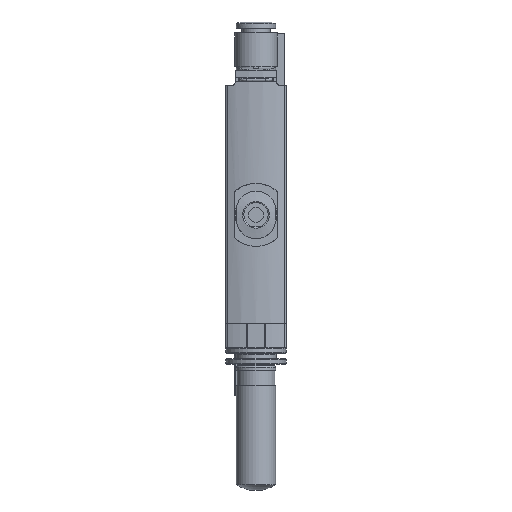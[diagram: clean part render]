
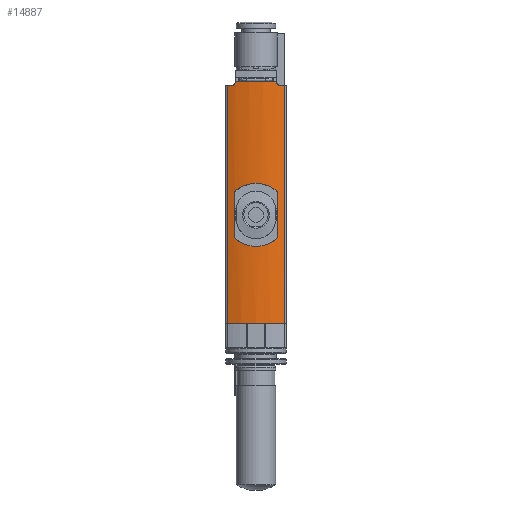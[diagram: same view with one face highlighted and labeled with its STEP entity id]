
A CAD part, front view. The second image highlights one B-rep face of the part: STEP entity #14887.
In plain terms, the highlighted cylindrical face has radius 21 mm (diameter 42 mm), a partial arc.
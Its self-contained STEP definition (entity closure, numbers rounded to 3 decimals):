
#180=B_SPLINE_CURVE_WITH_KNOTS('',3,(#20677,#20678,#20679,#20680,#20681,
#20682,#20683),.UNSPECIFIED.,.F.,.F.,(4,1,1,1,4),(0.,0.003,
0.006,0.008,0.011),
 .UNSPECIFIED.);
#181=B_SPLINE_CURVE_WITH_KNOTS('',3,(#20686,#20687,#20688,#20689),
 .UNSPECIFIED.,.F.,.F.,(4,4),(0.,0.),
 .UNSPECIFIED.);
#182=B_SPLINE_CURVE_WITH_KNOTS('',3,(#20693,#20694,#20695,#20696),
 .UNSPECIFIED.,.F.,.F.,(4,4),(0.,0.),.UNSPECIFIED.);
#183=B_SPLINE_CURVE_WITH_KNOTS('',3,(#20698,#20699,#20700,#20701,#20702,
#20703,#20704),.UNSPECIFIED.,.F.,.F.,(4,1,1,1,4),(0.,0.003,
0.006,0.008,0.011),
 .UNSPECIFIED.);
#184=B_SPLINE_CURVE_WITH_KNOTS('',3,(#20706,#20707,#20708,#20709),
 .UNSPECIFIED.,.F.,.F.,(4,4),(0.,0.),.UNSPECIFIED.);
#185=B_SPLINE_CURVE_WITH_KNOTS('',3,(#20713,#20714,#20715,#20716),
 .UNSPECIFIED.,.F.,.F.,(4,4),(0.,0.),.UNSPECIFIED.);
#186=B_SPLINE_CURVE_WITH_KNOTS('',3,(#20720,#20721,#20722,#20723,#20724),
 .UNSPECIFIED.,.F.,.F.,(4,1,4),(0.,0.001,
0.002),.UNSPECIFIED.);
#187=B_SPLINE_CURVE_WITH_KNOTS('',3,(#20736,#20737,#20738,#20739,#20740),
 .UNSPECIFIED.,.F.,.F.,(4,1,4),(0.,0.001,0.002),
 .UNSPECIFIED.);
#231=CYLINDRICAL_SURFACE('',#15652,21.);
#648=LINE('',#20691,#1582);
#649=LINE('',#20711,#1583);
#650=LINE('',#20728,#1584);
#651=LINE('',#20732,#1585);
#1582=VECTOR('',#17150,1000.);
#1583=VECTOR('',#17151,1000.);
#1584=VECTOR('',#17156,1000.);
#1585=VECTOR('',#17159,1000.);
#2571=ORIENTED_EDGE('',*,*,#5575,.T.);
#2572=ORIENTED_EDGE('',*,*,#5576,.T.);
#2573=ORIENTED_EDGE('',*,*,#5577,.T.);
#2574=ORIENTED_EDGE('',*,*,#5578,.T.);
#2575=ORIENTED_EDGE('',*,*,#5579,.T.);
#2576=ORIENTED_EDGE('',*,*,#5580,.T.);
#2577=ORIENTED_EDGE('',*,*,#5581,.T.);
#2578=ORIENTED_EDGE('',*,*,#5582,.T.);
#2579=ORIENTED_EDGE('',*,*,#5583,.F.);
#2580=ORIENTED_EDGE('',*,*,#5584,.F.);
#2581=ORIENTED_EDGE('',*,*,#5585,.F.);
#2582=ORIENTED_EDGE('',*,*,#5586,.T.);
#2583=ORIENTED_EDGE('',*,*,#5587,.T.);
#2584=ORIENTED_EDGE('',*,*,#5588,.F.);
#2585=ORIENTED_EDGE('',*,*,#5589,.F.);
#2586=ORIENTED_EDGE('',*,*,#5590,.F.);
#5575=EDGE_CURVE('',#7071,#7072,#180,.T.);
#5576=EDGE_CURVE('',#7072,#7073,#181,.T.);
#5577=EDGE_CURVE('',#7073,#7074,#648,.F.);
#5578=EDGE_CURVE('',#7074,#7075,#182,.T.);
#5579=EDGE_CURVE('',#7075,#7076,#183,.T.);
#5580=EDGE_CURVE('',#7076,#7077,#184,.T.);
#5581=EDGE_CURVE('',#7077,#7078,#649,.T.);
#5582=EDGE_CURVE('',#7078,#7071,#185,.T.);
#5583=EDGE_CURVE('',#7079,#7080,#7968,.T.);
#5584=EDGE_CURVE('',#7081,#7079,#186,.T.);
#5585=EDGE_CURVE('',#7082,#7081,#7969,.T.);
#5586=EDGE_CURVE('',#7082,#7083,#650,.T.);
#5587=EDGE_CURVE('',#7083,#7084,#7970,.T.);
#5588=EDGE_CURVE('',#7085,#7084,#651,.T.);
#5589=EDGE_CURVE('',#7086,#7085,#7971,.T.);
#5590=EDGE_CURVE('',#7080,#7086,#187,.T.);
#7071=VERTEX_POINT('',#20684);
#7072=VERTEX_POINT('',#20685);
#7073=VERTEX_POINT('',#20690);
#7074=VERTEX_POINT('',#20692);
#7075=VERTEX_POINT('',#20697);
#7076=VERTEX_POINT('',#20705);
#7077=VERTEX_POINT('',#20710);
#7078=VERTEX_POINT('',#20712);
#7079=VERTEX_POINT('',#20718);
#7080=VERTEX_POINT('',#20719);
#7081=VERTEX_POINT('',#20725);
#7082=VERTEX_POINT('',#20727);
#7083=VERTEX_POINT('',#20729);
#7084=VERTEX_POINT('',#20731);
#7085=VERTEX_POINT('',#20733);
#7086=VERTEX_POINT('',#20735);
#7968=CIRCLE('',#15653,21.);
#7969=CIRCLE('',#15654,21.);
#7970=CIRCLE('',#15655,21.);
#7971=CIRCLE('',#15656,21.);
#8490=EDGE_LOOP('',(#2571,#2572,#2573,#2574,#2575,#2576,#2577,#2578));
#8491=EDGE_LOOP('',(#2579,#2580,#2581,#2582,#2583,#2584,#2585,#2586));
#9448=FACE_BOUND('',#8490,.T.);
#9449=FACE_BOUND('',#8491,.T.);
#14887=ADVANCED_FACE('',(#9448,#9449),#231,.T.);
#15652=AXIS2_PLACEMENT_3D('',#20676,#17148,#17149);
#15653=AXIS2_PLACEMENT_3D('',#20717,#17152,#17153);
#15654=AXIS2_PLACEMENT_3D('',#20726,#17154,#17155);
#15655=AXIS2_PLACEMENT_3D('',#20730,#17157,#17158);
#15656=AXIS2_PLACEMENT_3D('',#20734,#17160,#17161);
#17148=DIRECTION('',(0.,0.,-1.));
#17149=DIRECTION('',(-1.,0.,0.));
#17150=DIRECTION('',(0.,0.,-1.));
#17151=DIRECTION('',(0.,0.,-1.));
#17152=DIRECTION('',(0.,0.,1.));
#17153=DIRECTION('',(1.,0.,0.));
#17154=DIRECTION('',(0.,0.,1.));
#17155=DIRECTION('',(1.,0.,0.));
#17156=DIRECTION('',(0.,0.,-1.));
#17157=DIRECTION('',(0.,0.,1.));
#17158=DIRECTION('',(1.,0.,0.));
#17159=DIRECTION('',(0.,0.,-1.));
#17160=DIRECTION('',(0.,0.,1.));
#17161=DIRECTION('',(1.,0.,0.));
#20676=CARTESIAN_POINT('',(0.,25.915,35.8));
#20677=CARTESIAN_POINT('',(5.075,5.538,-5.923));
#20678=CARTESIAN_POINT('',(4.377,5.364,-6.521));
#20679=CARTESIAN_POINT('',(2.786,5.044,-7.46));
#20680=CARTESIAN_POINT('',(0.004,4.851,-7.969));
#20681=CARTESIAN_POINT('',(-2.779,5.043,-7.464));
#20682=CARTESIAN_POINT('',(-4.377,5.364,-6.521));
#20683=CARTESIAN_POINT('',(-5.075,5.538,-5.923));
#20684=CARTESIAN_POINT('',(5.075,5.538,-5.923));
#20685=CARTESIAN_POINT('',(-5.075,5.538,-5.923));
#20686=CARTESIAN_POINT('',(-5.075,5.538,-5.923));
#20687=CARTESIAN_POINT('',(-5.184,5.565,-5.83));
#20688=CARTESIAN_POINT('',(-5.25,5.582,-5.689));
#20689=CARTESIAN_POINT('',(-5.25,5.582,-5.543));
#20690=CARTESIAN_POINT('',(-5.25,5.582,-5.543));
#20691=CARTESIAN_POINT('',(-5.25,5.582,35.8));
#20692=CARTESIAN_POINT('',(-5.25,5.582,5.543));
#20693=CARTESIAN_POINT('',(-5.25,5.582,5.543));
#20694=CARTESIAN_POINT('',(-5.25,5.582,5.689));
#20695=CARTESIAN_POINT('',(-5.184,5.565,5.83));
#20696=CARTESIAN_POINT('',(-5.075,5.538,5.923));
#20697=CARTESIAN_POINT('',(-5.075,5.538,5.923));
#20698=CARTESIAN_POINT('',(-5.075,5.538,5.923));
#20699=CARTESIAN_POINT('',(-4.377,5.364,6.521));
#20700=CARTESIAN_POINT('',(-2.786,5.044,7.46));
#20701=CARTESIAN_POINT('',(-0.004,4.851,7.969));
#20702=CARTESIAN_POINT('',(2.779,5.043,7.464));
#20703=CARTESIAN_POINT('',(4.377,5.364,6.521));
#20704=CARTESIAN_POINT('',(5.075,5.538,5.923));
#20705=CARTESIAN_POINT('',(5.075,5.538,5.923));
#20706=CARTESIAN_POINT('',(5.075,5.538,5.923));
#20707=CARTESIAN_POINT('',(5.184,5.565,5.83));
#20708=CARTESIAN_POINT('',(5.25,5.582,5.689));
#20709=CARTESIAN_POINT('',(5.25,5.582,5.543));
#20710=CARTESIAN_POINT('',(5.25,5.582,5.543));
#20711=CARTESIAN_POINT('',(5.25,5.582,35.8));
#20712=CARTESIAN_POINT('',(5.25,5.582,-5.543));
#20713=CARTESIAN_POINT('',(5.25,5.582,-5.543));
#20714=CARTESIAN_POINT('',(5.25,5.582,-5.689));
#20715=CARTESIAN_POINT('',(5.184,5.565,-5.83));
#20716=CARTESIAN_POINT('',(5.075,5.538,-5.923));
#20717=CARTESIAN_POINT('',(0.,25.915,33.));
#20718=CARTESIAN_POINT('',(-5.1,5.544,33.));
#20719=CARTESIAN_POINT('',(5.1,5.544,33.));
#20720=CARTESIAN_POINT('',(-6.1,5.82,32.));
#20721=CARTESIAN_POINT('',(-5.842,5.742,32.));
#20722=CARTESIAN_POINT('',(-5.33,5.6,32.205));
#20723=CARTESIAN_POINT('',(-5.1,5.544,32.731));
#20724=CARTESIAN_POINT('',(-5.1,5.544,33.));
#20725=CARTESIAN_POINT('',(-6.1,5.82,32.));
#20726=CARTESIAN_POINT('',(0.,25.915,32.));
#20727=CARTESIAN_POINT('',(-7.171,6.177,32.));
#20728=CARTESIAN_POINT('',(-7.171,6.177,35.8));
#20729=CARTESIAN_POINT('',(-7.171,6.177,-27.));
#20730=CARTESIAN_POINT('',(0.,25.915,-27.));
#20731=CARTESIAN_POINT('',(7.171,6.177,-27.));
#20732=CARTESIAN_POINT('',(7.171,6.177,35.8));
#20733=CARTESIAN_POINT('',(7.171,6.177,32.));
#20734=CARTESIAN_POINT('',(0.,25.915,32.));
#20735=CARTESIAN_POINT('',(6.1,5.82,32.));
#20736=CARTESIAN_POINT('',(5.1,5.544,33.));
#20737=CARTESIAN_POINT('',(5.1,5.544,32.731));
#20738=CARTESIAN_POINT('',(5.329,5.599,32.206));
#20739=CARTESIAN_POINT('',(5.843,5.742,32.));
#20740=CARTESIAN_POINT('',(6.1,5.82,32.));
